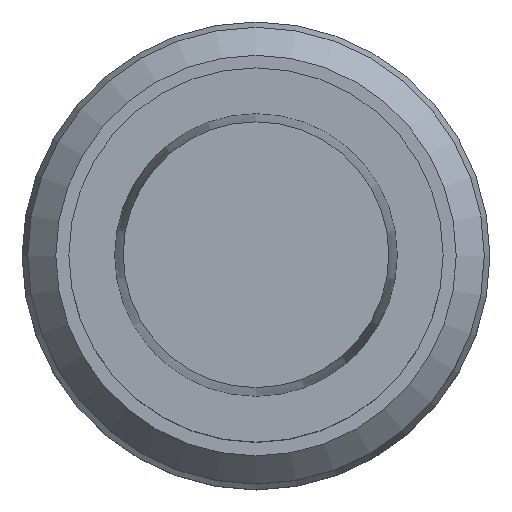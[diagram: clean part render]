
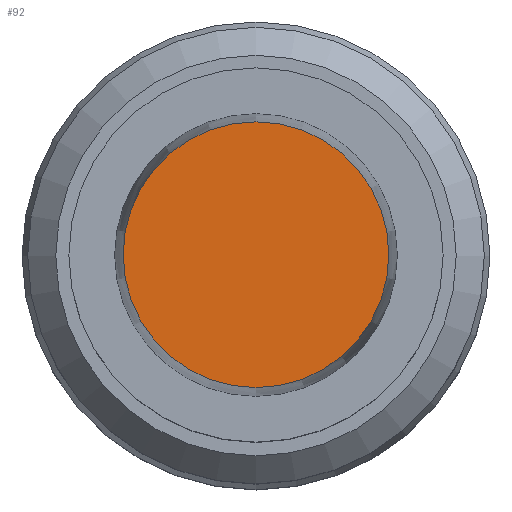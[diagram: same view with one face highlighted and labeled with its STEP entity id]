
A CAD part, top view. The second image highlights one B-rep face of the part: STEP entity #92.
In plain terms, the highlighted planar face has unit normal (0, 0, 1).
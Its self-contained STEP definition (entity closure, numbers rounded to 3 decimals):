
#92=ADVANCED_FACE('',(#145),#146,.T.);
#145=FACE_OUTER_BOUND('',#200,.T.);
#146=PLANE('',#201);
#200=EDGE_LOOP('',(#289));
#201=AXIS2_PLACEMENT_3D('',#290,#291,#292);
#289=ORIENTED_EDGE('',*,*,#315,.F.);
#290=CARTESIAN_POINT('',(0.,7.1,20.0));
#291=DIRECTION('',(0.,0.,1.0));
#292=DIRECTION('',(0.,-1.0,0.));
#315=EDGE_CURVE('',#350,#350,#351,.T.);
#350=VERTEX_POINT('',#386);
#351=CIRCLE('',#387,14.2);
#386=CARTESIAN_POINT('',(0.,14.2,20.0));
#387=AXIS2_PLACEMENT_3D('',#439,#440,#441);
#439=CARTESIAN_POINT('',(0.,0.,20.0));
#440=DIRECTION('',(0.,0.,-1.0));
#441=DIRECTION('',(0.,1.0,0.));
